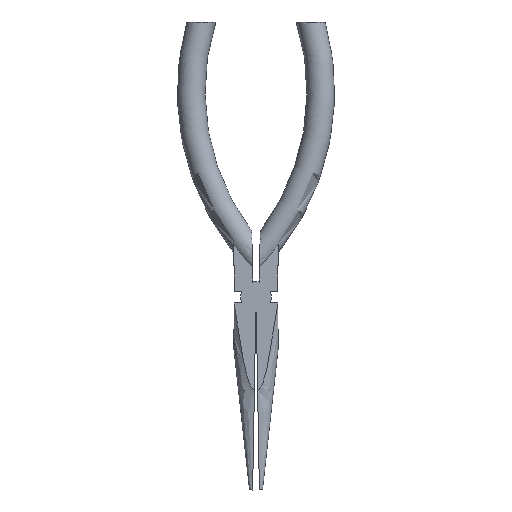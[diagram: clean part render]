
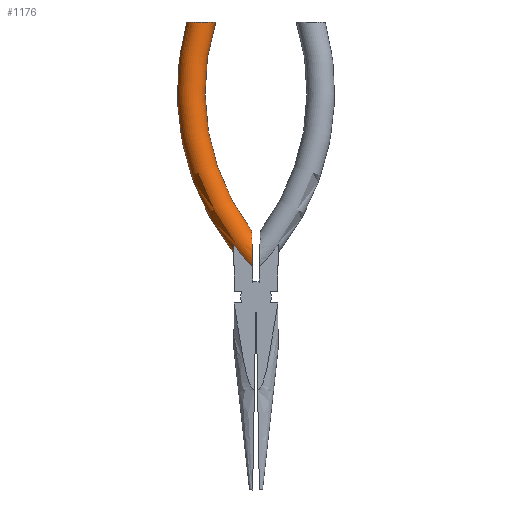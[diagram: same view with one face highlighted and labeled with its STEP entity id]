
A CAD part, front view. The second image highlights one B-rep face of the part: STEP entity #1176.
In plain terms, the highlighted toroidal (fillet/blend) face has major radius 8 mm and minor radius 0.45 mm.
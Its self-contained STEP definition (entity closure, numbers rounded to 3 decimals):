
#864=CARTESIAN_POINT('POINT51',(-0.117,
   -0.35,7.295));
#865=VERTEX_POINT('VERTEX51',#864);
#872=CARTESIAN_POINT('POINT52',(-0.73,
   -0.35,8.018));
#873=VERTEX_POINT('VERTEX52',#872);
#874=CARTESIAN_POINT('POS66',(5.884,
   -0.35,13.004));
#875=DIRECTION('DIR89',(0.,-1.,
   0.));
#876=DIRECTION('DIR90',(-0.017,0.,
   1.));
#877=AXIS2_PLACEMENT_3D('AXIS24',#874,#875,#876);
#878=CIRCLE('ELLIPSE9',#877,8.283);
#879=EDGE_CURVE('EDGE75',#873,#865,#878,.T.);
#904=CARTESIAN_POINT('POINT54',(-0.725,
   0.,7.739));
#905=VERTEX_POINT('VERTEX54',#904);
#929=B_SPLINE_CURVE_WITH_KNOTS('SPLINE_CRV16',3,(#930,#931,#932,#933,
   #934,#935,#936,#937,#938,#939,#940,#941),.UNSPECIFIED.,.F.,.F.,(4,2,2
   ,2,2,4),(0.,0.07,0.14,
   0.231,0.322,0.446),
   .UNSPECIFIED.);
#930=CARTESIAN_POINT('',(-0.725,0.,
   7.739));
#931=CARTESIAN_POINT('',(-0.725,-0.023,
   7.739));
#932=CARTESIAN_POINT('',(-0.725,-0.048,
   7.742));
#933=CARTESIAN_POINT('',(-0.725,-0.097,
   7.755));
#934=CARTESIAN_POINT('',(-0.726,-0.121,
   7.765));
#935=CARTESIAN_POINT('',(-0.726,-0.168,
   7.79));
#936=CARTESIAN_POINT('',(-0.726,-0.195,
   7.81));
#937=CARTESIAN_POINT('',(-0.727,-0.243,
   7.855));
#938=CARTESIAN_POINT('',(-0.728,-0.265,
   7.88));
#939=CARTESIAN_POINT('',(-0.729,-0.308,
   7.938));
#940=CARTESIAN_POINT('',(-0.729,-0.331,
   7.977));
#941=CARTESIAN_POINT('',(-0.73,-0.35,
   8.018));
#942=EDGE_CURVE('EDGE79',#905,#873,#929,.T.);
#996=CARTESIAN_POINT('POINT56',(-0.138,
   0.,8.449));
#997=VERTEX_POINT('VERTEX56',#996);
#1027=B_SPLINE_CURVE_WITH_KNOTS('SPLINE_CRV18',3,(#1028,#1029,#1030,
   #1031,#1032,#1033,#1034,#1035,#1036,#1037,#1038,#1039,#1040,#1041,
   #1042,#1043,#1044,#1045,#1046,#1047,#1048,#1049,#1050,#1051,#1052,
   #1053),.UNSPECIFIED.,.F.,.F.,(4,2,2,2,2,2,2,2,2,2,2,2,4),(
   1.721,1.792,1.862,
   1.957,2.051,2.177,
   2.303,2.452,2.602,
   2.746,2.89,3.003,
   3.019),.UNSPECIFIED.);
#1028=CARTESIAN_POINT('',(-0.138,0.,
   8.449));
#1029=CARTESIAN_POINT('',(-0.138,-0.024,
   8.449));
#1030=CARTESIAN_POINT('',(-0.137,-0.049,
   8.446));
#1031=CARTESIAN_POINT('',(-0.137,-0.098,
   8.432));
#1032=CARTESIAN_POINT('',(-0.137,-0.122,
   8.422));
#1033=CARTESIAN_POINT('',(-0.137,-0.17,
   8.395));
#1034=CARTESIAN_POINT('',(-0.136,-0.197,
   8.374));
#1035=CARTESIAN_POINT('',(-0.135,-0.247,
   8.327));
#1036=CARTESIAN_POINT('',(-0.135,-0.269,
   8.301));
#1037=CARTESIAN_POINT('',(-0.134,-0.312,
   8.241));
#1038=CARTESIAN_POINT('',(-0.133,-0.336,
   8.202));
#1039=CARTESIAN_POINT('',(-0.132,-0.375,
   8.119));
#1040=CARTESIAN_POINT('',(-0.131,-0.391,
   8.076));
#1041=CARTESIAN_POINT('',(-0.129,-0.418,
   7.988));
#1042=CARTESIAN_POINT('',(-0.129,-0.43,
   7.934));
#1043=CARTESIAN_POINT('',(-0.127,-0.446,
   7.827));
#1044=CARTESIAN_POINT('',(-0.126,-0.45,
   7.772));
#1045=CARTESIAN_POINT('',(-0.124,-0.45,
   7.674));
#1046=CARTESIAN_POINT('',(-0.123,-0.447,
   7.622));
#1047=CARTESIAN_POINT('',(-0.121,-0.431,
   7.518));
#1048=CARTESIAN_POINT('',(-0.12,-0.419,
   7.467));
#1049=CARTESIAN_POINT('',(-0.119,-0.392,
   7.385));
#1050=CARTESIAN_POINT('',(-0.118,-0.377,
   7.346));
#1051=CARTESIAN_POINT('',(-0.118,-0.355,
   7.305));
#1052=CARTESIAN_POINT('',(-0.117,-0.353,
   7.3));
#1053=CARTESIAN_POINT('',(-0.117,-0.35,
   7.295));
#1054=EDGE_CURVE('EDGE83',#997,#865,#1027,.T.);
#1065=CARTESIAN_POINT('POINT57',(-2.259,
   0.,15.262));
#1066=VERTEX_POINT('VERTEX57',#1065);
#1067=CARTESIAN_POINT('POINT58',(-1.315,
   0.,15.278));
#1068=VERTEX_POINT('VERTEX58',#1067);
#1069=B_SPLINE_CURVE_WITH_KNOTS('SPLINE_CRV19',3,(#1070,#1071,#1072,
   #1073,#1074,#1075,#1076,#1077,#1078,#1079,#1080,#1081,#1082,#1083,
   #1084,#1085,#1086,#1087,#1088,#1089,#1090,#1091,#1092,#1093,#1094,
   #1095,#1096,#1097,#1098,#1099,#1100,#1101,#1102,#1103),.UNSPECIFIED.,
   .F.,.F.,(4,2,2,2,2,2,2,2,2,2,2,2,2,2,2,2,4),(0.,
   0.082,0.164,0.248,
   0.332,0.418,0.505,
   0.593,0.682,0.771,
   0.859,0.946,1.033,
   1.117,1.201,1.283,
   1.365),.UNSPECIFIED.);
#1070=CARTESIAN_POINT('',(-2.259,0.,
   15.262));
#1071=CARTESIAN_POINT('',(-2.259,-0.027,
   15.262));
#1072=CARTESIAN_POINT('',(-2.256,-0.057,
   15.262));
#1073=CARTESIAN_POINT('',(-2.244,-0.116,
   15.262));
#1074=CARTESIAN_POINT('',(-2.235,-0.144,
   15.262));
#1075=CARTESIAN_POINT('',(-2.213,-0.195,
   15.263));
#1076=CARTESIAN_POINT('',(-2.199,-0.222,
   15.263));
#1077=CARTESIAN_POINT('',(-2.164,-0.273,
   15.264));
#1078=CARTESIAN_POINT('',(-2.144,-0.296,
   15.264));
#1079=CARTESIAN_POINT('',(-2.104,-0.335,
   15.265));
#1080=CARTESIAN_POINT('',(-2.079,-0.355,
   15.265));
#1081=CARTESIAN_POINT('',(-2.026,-0.389,
   15.266));
#1082=CARTESIAN_POINT('',(-1.998,-0.404,
   15.266));
#1083=CARTESIAN_POINT('',(-1.944,-0.426,
   15.267));
#1084=CARTESIAN_POINT('',(-1.913,-0.435,
   15.268));
#1085=CARTESIAN_POINT('',(-1.85,-0.447,
   15.269));
#1086=CARTESIAN_POINT('',(-1.818,-0.45,
   15.27));
#1087=CARTESIAN_POINT('',(-1.759,-0.45,
   15.271));
#1088=CARTESIAN_POINT('',(-1.726,-0.447,
   15.271));
#1089=CARTESIAN_POINT('',(-1.663,-0.435,
   15.272));
#1090=CARTESIAN_POINT('',(-1.632,-0.426,
   15.273));
#1091=CARTESIAN_POINT('',(-1.578,-0.404,
   15.274));
#1092=CARTESIAN_POINT('',(-1.549,-0.389,
   15.274));
#1093=CARTESIAN_POINT('',(-1.496,-0.355,
   15.275));
#1094=CARTESIAN_POINT('',(-1.472,-0.335,
   15.276));
#1095=CARTESIAN_POINT('',(-1.431,-0.296,
   15.276));
#1096=CARTESIAN_POINT('',(-1.411,-0.272,
   15.277));
#1097=CARTESIAN_POINT('',(-1.376,-0.222,
   15.277));
#1098=CARTESIAN_POINT('',(-1.361,-0.195,
   15.278));
#1099=CARTESIAN_POINT('',(-1.339,-0.144,
   15.278));
#1100=CARTESIAN_POINT('',(-1.33,-0.115,
   15.278));
#1101=CARTESIAN_POINT('',(-1.318,-0.057,
   15.278));
#1102=CARTESIAN_POINT('',(-1.315,-0.027,
   15.278));
#1103=CARTESIAN_POINT('',(-1.315,0.,
   15.278));
#1104=EDGE_CURVE('EDGE84',#1066,#1068,#1069,.T.);
#1151=CARTESIAN_POINT('POS76',(5.884,
   0.,13.004));
#1152=DIRECTION('DIR106',(0.,-1.,
   0.));
#1153=DIRECTION('DIR107',(0.,0.,-1.));
#1154=AXIS2_PLACEMENT_3D('AXIS31',#1151,#1152,#1153);
#1155=CIRCLE('ELLIPSE11',#1154,8.45);
#1156=EDGE_CURVE('EDGE86',#1066,#905,#1155,.T.);
#1157=ORIENTED_EDGE('COEDGE163',*,*,#1156,.T.);
#1158=ORIENTED_EDGE('COEDGE164',*,*,#942,.T.);
#1159=ORIENTED_EDGE('COEDGE165',*,*,#879,.T.);
#1160=ORIENTED_EDGE('COEDGE166',*,*,#1054,.F.);
#1161=CARTESIAN_POINT('POS77',(5.884,
   0.,13.004));
#1162=DIRECTION('DIR108',(0.,1.,
   0.));
#1163=DIRECTION('DIR109',(0.,0.,-1.));
#1164=AXIS2_PLACEMENT_3D('AXIS32',#1161,#1162,#1163);
#1165=CIRCLE('ELLIPSE12',#1164,7.55);
#1166=EDGE_CURVE('EDGE87',#997,#1068,#1165,.T.);
#1167=ORIENTED_EDGE('COEDGE167',*,*,#1166,.T.);
#1168=ORIENTED_EDGE('COEDGE168',*,*,#1104,.F.);
#1169=EDGE_LOOP('NONE',(#1157,#1158,#1159,#1160,#1167,#1168));
#1170=FACE_BOUND('LOOP1',#1169,.T.);
#1171=CARTESIAN_POINT('POS78',(5.884,
   0.,13.004));
#1172=DIRECTION('DIR110',(0.,-1.,
   0.));
#1173=DIRECTION('DIR111',(-0.017,0.,
   1.));
#1174=AXIS2_PLACEMENT_3D('AXIS33',#1171,#1172,#1173);
#1175=TOROIDAL_SURFACE('TORUS2',#1174,8.,0.45);
#1176=ADVANCED_FACE('FACE30',(#1170),#1175,.T.);
